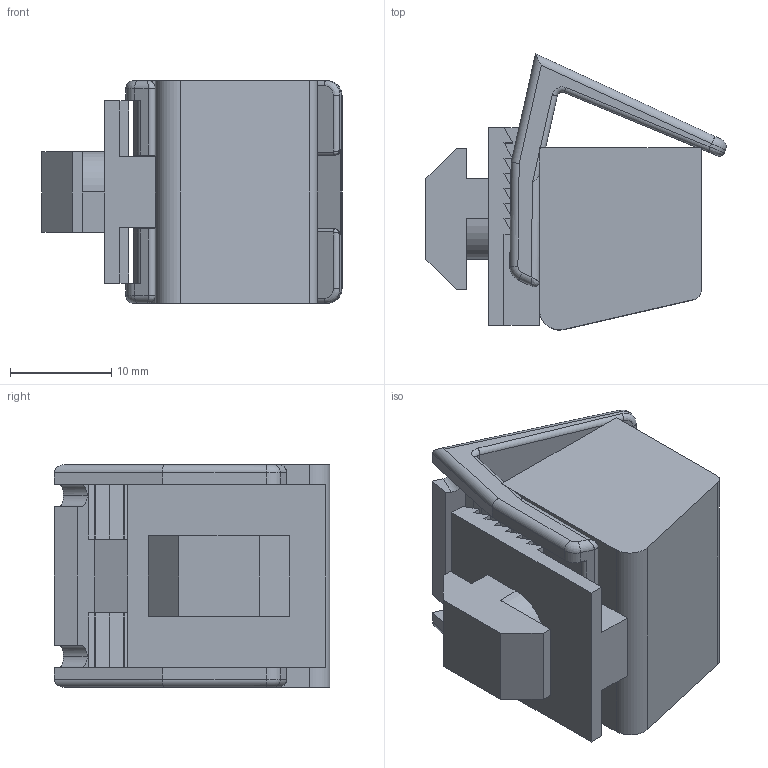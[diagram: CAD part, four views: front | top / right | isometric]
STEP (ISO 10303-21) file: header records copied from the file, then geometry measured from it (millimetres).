
FILE_DESCRIPTION (( 'STEP AP214' ), '1' );
FILE_NAME ('094202SL.STEP', '2014-03-05T09:41:58', ( '' ), ( '' ), 'SwSTEP 2.0', 'SolidWorks 2014', '' );
FILE_SCHEMA (( 'AUTOMOTIVE_DESIGN' ));
Length unit declared in the file: millimetre
Products named in the file (3): 094290sL; 094202r; 094202SL
Assembly tree (2 placements, depth 2):
  094202SL
    094202r
    094290sL
Bounding box: 29.64 x 27.25 x 22 mm (x, y, z)
Volume: 8732.7 mm3; surface area: 5032.5 mm2
Topology: 2 solids, 2 shells, 195 faces, 534 edges, 340 vertices
Faces by surface type: plane 137, cylinder 41, torus 9, bspline 8
Entity records: 6349 total; most frequent: CARTESIAN_POINT 1415, ORIENTED_EDGE 1060, DIRECTION 943, EDGE_CURVE 530, LINE 427, VECTOR 427, VERTEX_POINT 340, AXIS2_PLACEMENT_3D 258
